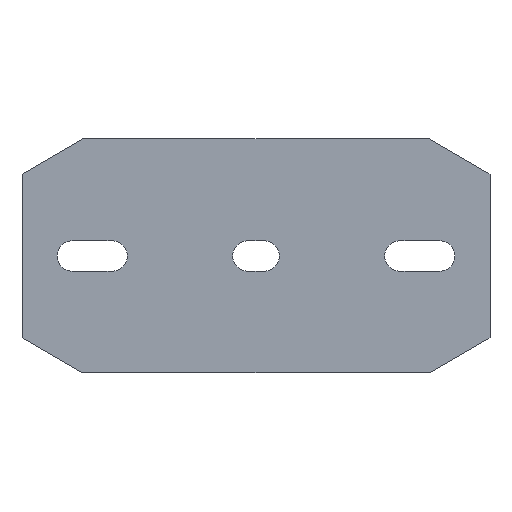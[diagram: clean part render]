
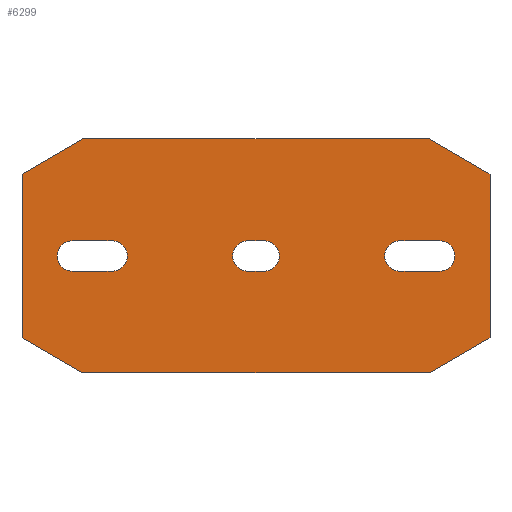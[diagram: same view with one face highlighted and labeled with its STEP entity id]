
A CAD part, front view. The second image highlights one B-rep face of the part: STEP entity #6299.
In plain terms, the highlighted planar face has unit normal (0, -1, 0).
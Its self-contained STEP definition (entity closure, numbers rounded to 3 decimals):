
#2=DIRECTION('',(-0.866,0.,0.5));
#3=VECTOR('',#2,30.);
#4=CARTESIAN_POINT('',(-74.019,0.,-50.));
#5=LINE('',#4,#3);
#6=DIRECTION('',(0.,0.,1.));
#7=VECTOR('',#6,70.);
#8=CARTESIAN_POINT('',(-100.,0.,-35.));
#9=LINE('',#8,#7);
#10=DIRECTION('',(0.866,0.,0.5));
#11=VECTOR('',#10,30.);
#12=CARTESIAN_POINT('',(-100.,0.,35.));
#13=LINE('',#12,#11);
#14=DIRECTION('',(1.,0.,0.));
#15=VECTOR('',#14,148.038);
#16=CARTESIAN_POINT('',(-74.019,0.,50.));
#17=LINE('',#16,#15);
#18=DIRECTION('',(0.866,0.,-0.5));
#19=VECTOR('',#18,30.);
#20=CARTESIAN_POINT('',(74.019,0.,50.));
#21=LINE('',#20,#19);
#22=DIRECTION('',(0.,0.,-1.));
#23=VECTOR('',#22,70.);
#24=CARTESIAN_POINT('',(100.,0.,35.));
#25=LINE('',#24,#23);
#26=DIRECTION('',(-0.866,0.,-0.5));
#27=VECTOR('',#26,30.);
#28=CARTESIAN_POINT('',(100.,0.,-35.));
#29=LINE('',#28,#27);
#30=DIRECTION('',(-1.,0.,0.));
#31=VECTOR('',#30,148.038);
#32=CARTESIAN_POINT('',(74.019,0.,-50.));
#33=LINE('',#32,#31);
#34=CARTESIAN_POINT('',(-78.5,0.,0.));
#35=DIRECTION('',(0.,1.,0.));
#36=DIRECTION('',(0.,0.,-1.));
#37=AXIS2_PLACEMENT_3D('',#34,#35,#36);
#39=DIRECTION('',(-1.,0.,0.));
#40=VECTOR('',#39,17.);
#41=CARTESIAN_POINT('',(-61.5,0.,-6.5));
#42=LINE('',#41,#40);
#43=CARTESIAN_POINT('',(-61.5,0.,0.));
#44=DIRECTION('',(0.,1.,0.));
#45=DIRECTION('',(0.,0.,1.));
#46=AXIS2_PLACEMENT_3D('',#43,#44,#45);
#48=DIRECTION('',(1.,0.,0.));
#49=VECTOR('',#48,17.);
#50=CARTESIAN_POINT('',(-78.5,0.,6.5));
#51=LINE('',#50,#49);
#52=CARTESIAN_POINT('',(78.5,0.,0.));
#53=DIRECTION('',(0.,-1.,0.));
#54=DIRECTION('',(0.,0.,-1.));
#55=AXIS2_PLACEMENT_3D('',#52,#53,#54);
#57=DIRECTION('',(-1.,0.,0.));
#58=VECTOR('',#57,17.);
#59=CARTESIAN_POINT('',(78.5,0.,6.5));
#60=LINE('',#59,#58);
#61=CARTESIAN_POINT('',(61.5,0.,0.));
#62=DIRECTION('',(0.,-1.,0.));
#63=DIRECTION('',(0.,0.,1.));
#64=AXIS2_PLACEMENT_3D('',#61,#62,#63);
#66=DIRECTION('',(1.,0.,0.));
#67=VECTOR('',#66,17.);
#68=CARTESIAN_POINT('',(61.5,0.,-6.5));
#69=LINE('',#68,#67);
#70=CARTESIAN_POINT('',(-3.5,0.,0.));
#71=DIRECTION('',(0.,1.,0.));
#72=DIRECTION('',(0.,0.,-1.));
#73=AXIS2_PLACEMENT_3D('',#70,#71,#72);
#75=DIRECTION('',(-1.,0.,0.));
#76=VECTOR('',#75,7.);
#77=CARTESIAN_POINT('',(3.5,0.,-6.5));
#78=LINE('',#77,#76);
#79=CARTESIAN_POINT('',(3.5,0.,0.));
#80=DIRECTION('',(0.,1.,0.));
#81=DIRECTION('',(0.,0.,1.));
#82=AXIS2_PLACEMENT_3D('',#79,#80,#81);
#84=DIRECTION('',(1.,0.,0.));
#85=VECTOR('',#84,7.);
#86=CARTESIAN_POINT('',(-3.5,0.,6.5));
#87=LINE('',#86,#85);
#4774=CARTESIAN_POINT('',(-74.019,0.,-50.));
#4775=CARTESIAN_POINT('',(-100.,0.,-35.));
#4776=VERTEX_POINT('',#4774);
#4777=VERTEX_POINT('',#4775);
#4778=CARTESIAN_POINT('',(-100.,0.,35.));
#4779=VERTEX_POINT('',#4778);
#4780=CARTESIAN_POINT('',(-74.019,0.,50.));
#4781=VERTEX_POINT('',#4780);
#4782=CARTESIAN_POINT('',(74.019,0.,50.));
#4783=VERTEX_POINT('',#4782);
#4784=CARTESIAN_POINT('',(100.,0.,35.));
#4785=VERTEX_POINT('',#4784);
#4786=CARTESIAN_POINT('',(100.,0.,-35.));
#4787=VERTEX_POINT('',#4786);
#4788=CARTESIAN_POINT('',(74.019,0.,-50.));
#4789=VERTEX_POINT('',#4788);
#4806=CARTESIAN_POINT('',(-78.5,0.,-6.5));
#4807=CARTESIAN_POINT('',(-78.5,0.,6.5));
#4808=VERTEX_POINT('',#4806);
#4809=VERTEX_POINT('',#4807);
#4810=CARTESIAN_POINT('',(-61.5,0.,6.5));
#4811=VERTEX_POINT('',#4810);
#4812=CARTESIAN_POINT('',(-61.5,0.,-6.5));
#4813=VERTEX_POINT('',#4812);
#4822=CARTESIAN_POINT('',(78.5,0.,-6.5));
#4823=CARTESIAN_POINT('',(78.5,0.,6.5));
#4824=VERTEX_POINT('',#4822);
#4825=VERTEX_POINT('',#4823);
#4826=CARTESIAN_POINT('',(61.5,0.,6.5));
#4827=VERTEX_POINT('',#4826);
#4828=CARTESIAN_POINT('',(61.5,0.,-6.5));
#4829=VERTEX_POINT('',#4828);
#4838=CARTESIAN_POINT('',(-3.5,0.,-6.5));
#4839=CARTESIAN_POINT('',(-3.5,0.,6.5));
#4840=VERTEX_POINT('',#4838);
#4841=VERTEX_POINT('',#4839);
#4842=CARTESIAN_POINT('',(3.5,0.,6.5));
#4843=VERTEX_POINT('',#4842);
#4844=CARTESIAN_POINT('',(3.5,0.,-6.5));
#4845=VERTEX_POINT('',#4844);
#6246=CARTESIAN_POINT('',(0.,0.,0.));
#6247=DIRECTION('',(0.,1.,0.));
#6248=DIRECTION('',(1.,0.,0.));
#6249=AXIS2_PLACEMENT_3D('',#6246,#6247,#6248);
#6250=PLANE('',#6249);
#6252=ORIENTED_EDGE('',*,*,#6251,.T.);
#6254=ORIENTED_EDGE('',*,*,#6253,.T.);
#6256=ORIENTED_EDGE('',*,*,#6255,.T.);
#6258=ORIENTED_EDGE('',*,*,#6257,.T.);
#6260=ORIENTED_EDGE('',*,*,#6259,.T.);
#6262=ORIENTED_EDGE('',*,*,#6261,.T.);
#6264=ORIENTED_EDGE('',*,*,#6263,.T.);
#6266=ORIENTED_EDGE('',*,*,#6265,.T.);
#6267=EDGE_LOOP('',(#6252,#6254,#6256,#6258,#6260,#6262,#6264,#6266));
#6268=FACE_OUTER_BOUND('',#6267,.F.);
#6270=ORIENTED_EDGE('',*,*,#6269,.F.);
#6272=ORIENTED_EDGE('',*,*,#6271,.F.);
#6274=ORIENTED_EDGE('',*,*,#6273,.F.);
#6276=ORIENTED_EDGE('',*,*,#6275,.F.);
#6277=EDGE_LOOP('',(#6270,#6272,#6274,#6276));
#6278=FACE_BOUND('',#6277,.F.);
#6280=ORIENTED_EDGE('',*,*,#6279,.T.);
#6282=ORIENTED_EDGE('',*,*,#6281,.T.);
#6284=ORIENTED_EDGE('',*,*,#6283,.T.);
#6286=ORIENTED_EDGE('',*,*,#6285,.T.);
#6287=EDGE_LOOP('',(#6280,#6282,#6284,#6286));
#6288=FACE_BOUND('',#6287,.F.);
#6290=ORIENTED_EDGE('',*,*,#6289,.F.);
#6292=ORIENTED_EDGE('',*,*,#6291,.F.);
#6294=ORIENTED_EDGE('',*,*,#6293,.F.);
#6296=ORIENTED_EDGE('',*,*,#6295,.F.);
#6297=EDGE_LOOP('',(#6290,#6292,#6294,#6296));
#6298=FACE_BOUND('',#6297,.F.);
#6299=ADVANCED_FACE('',(#6268,#6278,#6288,#6298),#6250,.F.);
#38=CIRCLE('',#37,6.5);
#47=CIRCLE('',#46,6.5);
#56=CIRCLE('',#55,6.5);
#65=CIRCLE('',#64,6.5);
#74=CIRCLE('',#73,6.5);
#83=CIRCLE('',#82,6.5);
#6251=EDGE_CURVE('',#4776,#4777,#5,.T.);
#6253=EDGE_CURVE('',#4777,#4779,#9,.T.);
#6255=EDGE_CURVE('',#4779,#4781,#13,.T.);
#6257=EDGE_CURVE('',#4781,#4783,#17,.T.);
#6259=EDGE_CURVE('',#4783,#4785,#21,.T.);
#6261=EDGE_CURVE('',#4785,#4787,#25,.T.);
#6263=EDGE_CURVE('',#4787,#4789,#29,.T.);
#6265=EDGE_CURVE('',#4789,#4776,#33,.T.);
#6269=EDGE_CURVE('',#4808,#4809,#38,.T.);
#6271=EDGE_CURVE('',#4813,#4808,#42,.T.);
#6273=EDGE_CURVE('',#4811,#4813,#47,.T.);
#6275=EDGE_CURVE('',#4809,#4811,#51,.T.);
#6279=EDGE_CURVE('',#4824,#4825,#56,.T.);
#6281=EDGE_CURVE('',#4825,#4827,#60,.T.);
#6283=EDGE_CURVE('',#4827,#4829,#65,.T.);
#6285=EDGE_CURVE('',#4829,#4824,#69,.T.);
#6289=EDGE_CURVE('',#4840,#4841,#74,.T.);
#6291=EDGE_CURVE('',#4845,#4840,#78,.T.);
#6293=EDGE_CURVE('',#4843,#4845,#83,.T.);
#6295=EDGE_CURVE('',#4841,#4843,#87,.T.);
